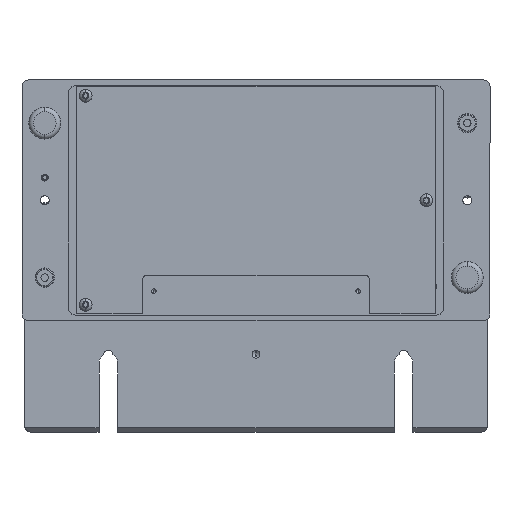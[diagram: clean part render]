
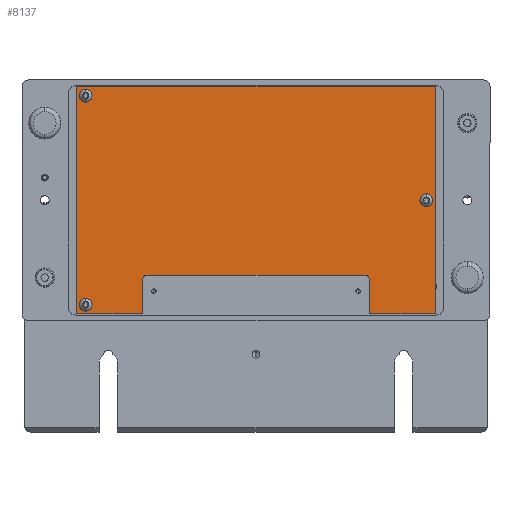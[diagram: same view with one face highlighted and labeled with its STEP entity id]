
A CAD part, front view. The second image highlights one B-rep face of the part: STEP entity #8137.
In plain terms, the highlighted planar face has unit normal (0, -1, 0).
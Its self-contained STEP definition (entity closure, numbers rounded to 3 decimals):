
#282 = EDGE_CURVE ( 'NONE', #6090, #16983, #25137, .T. ) ;
#307 = EDGE_LOOP ( 'NONE', ( #13601, #22656 ) ) ;
#532 = CIRCLE ( 'NONE', #8149, 2. ) ;
#987 = VERTEX_POINT ( 'NONE', #23061 ) ;
#1177 = ORIENTED_EDGE ( 'NONE', *, *, #19312, .T. ) ;
#1427 = ORIENTED_EDGE ( 'NONE', *, *, #12746, .T. ) ;
#1456 = CIRCLE ( 'NONE', #18993, 1.6 ) ;
#1594 = VECTOR ( 'NONE', #24652, 1000. ) ;
#1601 = FACE_OUTER_BOUND ( 'NONE', #19764, .T. ) ;
#1643 = EDGE_CURVE ( 'NONE', #27041, #6160, #9921, .T. ) ;
#2084 = LINE ( 'NONE', #3918, #15665 ) ;
#2220 = CARTESIAN_POINT ( 'NONE',  ( -50., 0., -50. ) ) ;
#2647 = VERTEX_POINT ( 'NONE', #13492 ) ;
#2835 = CARTESIAN_POINT ( 'NONE',  ( -75., 0., 46. ) ) ;
#2912 = LINE ( 'NONE', #15883, #12428 ) ;
#3223 = ORIENTED_EDGE ( 'NONE', *, *, #17485, .T. ) ;
#3297 = LINE ( 'NONE', #24430, #12017 ) ;
#3347 = EDGE_CURVE ( 'NONE', #24464, #2647, #13780, .T. ) ;
#3412 = DIRECTION ( 'NONE',  ( 0., 0., 1. ) ) ;
#3464 = CARTESIAN_POINT ( 'NONE',  ( -75., 0., 47.6 ) ) ;
#3686 = DIRECTION ( 'NONE',  ( 0., 0., -1. ) ) ;
#3688 = LINE ( 'NONE', #14686, #17354 ) ;
#3802 = VERTEX_POINT ( 'NONE', #25795 ) ;
#3845 = DIRECTION ( 'NONE',  ( 0., -1., 0. ) ) ;
#3918 = CARTESIAN_POINT ( 'NONE',  ( -79., 0., 50. ) ) ;
#3973 = VERTEX_POINT ( 'NONE', #4393 ) ;
#3977 = CARTESIAN_POINT ( 'NONE',  ( 79., 0., -50. ) ) ;
#4112 = EDGE_CURVE ( 'NONE', #20384, #4325, #7452, .T. ) ;
#4325 = VERTEX_POINT ( 'NONE', #17047 ) ;
#4393 = CARTESIAN_POINT ( 'NONE',  ( -48., 0., -33. ) ) ;
#5011 = AXIS2_PLACEMENT_3D ( 'NONE', #18969, #10902, #6254 ) ;
#5213 = AXIS2_PLACEMENT_3D ( 'NONE', #16310, #12345, #9811 ) ;
#5720 = VERTEX_POINT ( 'NONE', #24345 ) ;
#6090 = VERTEX_POINT ( 'NONE', #19684 ) ;
#6160 = VERTEX_POINT ( 'NONE', #3464 ) ;
#6254 = DIRECTION ( 'NONE',  ( 0., 0., 1. ) ) ;
#6471 = ORIENTED_EDGE ( 'NONE', *, *, #1643, .T. ) ;
#6703 = VERTEX_POINT ( 'NONE', #3977 ) ;
#6867 = CARTESIAN_POINT ( 'NONE',  ( 75., 0., 0. ) ) ;
#7231 = CARTESIAN_POINT ( 'NONE',  ( 75., 0., 1.6 ) ) ;
#7452 = LINE ( 'NONE', #18468, #1594 ) ;
#7702 = CIRCLE ( 'NONE', #8595, 1.6 ) ;
#7742 = DIRECTION ( 'NONE',  ( 0., 1., 0. ) ) ;
#8137 = ADVANCED_FACE ( 'NONE', ( #1601, #18799, #27366, #16673 ), #14570, .T. ) ;
#8149 = AXIS2_PLACEMENT_3D ( 'NONE', #8601, #19046, #21130 ) ;
#8485 = DIRECTION ( 'NONE',  ( 0., 1., 0. ) ) ;
#8595 = AXIS2_PLACEMENT_3D ( 'NONE', #22612, #9769, #20631 ) ;
#8601 = CARTESIAN_POINT ( 'NONE',  ( -48., 0., -35. ) ) ;
#9017 = AXIS2_PLACEMENT_3D ( 'NONE', #2835, #7742, #9306 ) ;
#9306 = DIRECTION ( 'NONE',  ( 0., 0., -1. ) ) ;
#9430 = EDGE_CURVE ( 'NONE', #6703, #13071, #25818, .T. ) ;
#9769 = DIRECTION ( 'NONE',  ( 0., 1., 0. ) ) ;
#9772 = EDGE_CURVE ( 'NONE', #10441, #6703, #14544, .T. ) ;
#9783 = CARTESIAN_POINT ( 'NONE',  ( 50., 0., -50. ) ) ;
#9799 = EDGE_CURVE ( 'NONE', #3802, #3973, #532, .T. ) ;
#9811 = DIRECTION ( 'NONE',  ( 0., 0., -1. ) ) ;
#9921 = CIRCLE ( 'NONE', #9017, 1.6 ) ;
#10441 = VERTEX_POINT ( 'NONE', #24191 ) ;
#10740 = AXIS2_PLACEMENT_3D ( 'NONE', #23136, #3845, #12441 ) ;
#10902 = DIRECTION ( 'NONE',  ( 0., 1., 0. ) ) ;
#11009 = CARTESIAN_POINT ( 'NONE',  ( -79., 0., -50. ) ) ;
#11315 = VECTOR ( 'NONE', #3686, 1000. ) ;
#11986 = DIRECTION ( 'NONE',  ( 0., 1., 0. ) ) ;
#11992 = EDGE_LOOP ( 'NONE', ( #1177, #3223 ) ) ;
#12017 = VECTOR ( 'NONE', #19930, 1000. ) ;
#12100 = ORIENTED_EDGE ( 'NONE', *, *, #9799, .T. ) ;
#12345 = DIRECTION ( 'NONE',  ( 0., 1., 0. ) ) ;
#12428 = VECTOR ( 'NONE', #15336, 1000. ) ;
#12441 = DIRECTION ( 'NONE',  ( 0., 0., -1. ) ) ;
#12746 = EDGE_CURVE ( 'NONE', #3973, #24464, #27417, .T. ) ;
#12829 = VECTOR ( 'NONE', #14615, 1000. ) ;
#13071 = VERTEX_POINT ( 'NONE', #9783 ) ;
#13492 = CARTESIAN_POINT ( 'NONE',  ( 50., 0., -35. ) ) ;
#13502 = AXIS2_PLACEMENT_3D ( 'NONE', #6867, #25756, #19844 ) ;
#13601 = ORIENTED_EDGE ( 'NONE', *, *, #27430, .T. ) ;
#13780 = CIRCLE ( 'NONE', #5213, 2. ) ;
#13837 = DIRECTION ( 'NONE',  ( 0., 0., 1. ) ) ;
#13987 = ORIENTED_EDGE ( 'NONE', *, *, #9430, .F. ) ;
#14544 = LINE ( 'NONE', #23111, #11315 ) ;
#14570 = PLANE ( 'NONE',  #10740 ) ;
#14615 = DIRECTION ( 'NONE',  ( 1., 0., 0. ) ) ;
#14686 = CARTESIAN_POINT ( 'NONE',  ( -79., 0., 50. ) ) ;
#14782 = ORIENTED_EDGE ( 'NONE', *, *, #4112, .F. ) ;
#14913 = ORIENTED_EDGE ( 'NONE', *, *, #15840, .T. ) ;
#15336 = DIRECTION ( 'NONE',  ( 0., 0., -1. ) ) ;
#15359 = CIRCLE ( 'NONE', #5011, 1.6 ) ;
#15615 = ORIENTED_EDGE ( 'NONE', *, *, #19109, .T. ) ;
#15665 = VECTOR ( 'NONE', #21231, 1000. ) ;
#15840 = EDGE_CURVE ( 'NONE', #20384, #3802, #3297, .T. ) ;
#15883 = CARTESIAN_POINT ( 'NONE',  ( 50., 0., -50. ) ) ;
#15922 = CARTESIAN_POINT ( 'NONE',  ( -75., 0., -47.6 ) ) ;
#16154 = ORIENTED_EDGE ( 'NONE', *, *, #24815, .T. ) ;
#16186 = CARTESIAN_POINT ( 'NONE',  ( 48., 0., -33. ) ) ;
#16310 = CARTESIAN_POINT ( 'NONE',  ( 48., 0., -35. ) ) ;
#16414 = EDGE_CURVE ( 'NONE', #987, #10441, #2084, .T. ) ;
#16673 = FACE_BOUND ( 'NONE', #11992, .T. ) ;
#16983 = VERTEX_POINT ( 'NONE', #7231 ) ;
#17047 = CARTESIAN_POINT ( 'NONE',  ( -79., 0., -50. ) ) ;
#17354 = VECTOR ( 'NONE', #3412, 1000. ) ;
#17485 = EDGE_CURVE ( 'NONE', #20018, #5720, #15359, .T. ) ;
#18468 = CARTESIAN_POINT ( 'NONE',  ( -79., 0., -50. ) ) ;
#18799 = FACE_BOUND ( 'NONE', #23718, .T. ) ;
#18969 = CARTESIAN_POINT ( 'NONE',  ( -75., 0., -46. ) ) ;
#18993 = AXIS2_PLACEMENT_3D ( 'NONE', #27792, #8485, #25682 ) ;
#19046 = DIRECTION ( 'NONE',  ( 0., 1., 0. ) ) ;
#19109 = EDGE_CURVE ( 'NONE', #6160, #27041, #7702, .T. ) ;
#19312 = EDGE_CURVE ( 'NONE', #5720, #20018, #1456, .T. ) ;
#19684 = CARTESIAN_POINT ( 'NONE',  ( 75., 0., -1.6 ) ) ;
#19764 = EDGE_LOOP ( 'NONE', ( #14913, #12100, #1427, #22942, #16154, #13987, #23669, #21163, #21741, #14782 ) ) ;
#19844 = DIRECTION ( 'NONE',  ( 0., 0., 1. ) ) ;
#19930 = DIRECTION ( 'NONE',  ( 0., 0., 1. ) ) ;
#20018 = VERTEX_POINT ( 'NONE', #15922 ) ;
#20384 = VERTEX_POINT ( 'NONE', #2220 ) ;
#20631 = DIRECTION ( 'NONE',  ( 0., 0., -1. ) ) ;
#20673 = AXIS2_PLACEMENT_3D ( 'NONE', #23127, #11986, #13837 ) ;
#21130 = DIRECTION ( 'NONE',  ( 0., 0., -1. ) ) ;
#21163 = ORIENTED_EDGE ( 'NONE', *, *, #16414, .F. ) ;
#21231 = DIRECTION ( 'NONE',  ( 1., 0., 0. ) ) ;
#21706 = CARTESIAN_POINT ( 'NONE',  ( -75., 0., 44.4 ) ) ;
#21741 = ORIENTED_EDGE ( 'NONE', *, *, #22716, .F. ) ;
#22612 = CARTESIAN_POINT ( 'NONE',  ( -75., 0., 46. ) ) ;
#22656 = ORIENTED_EDGE ( 'NONE', *, *, #282, .T. ) ;
#22716 = EDGE_CURVE ( 'NONE', #4325, #987, #3688, .T. ) ;
#22942 = ORIENTED_EDGE ( 'NONE', *, *, #3347, .T. ) ;
#23061 = CARTESIAN_POINT ( 'NONE',  ( -79., 0., 50. ) ) ;
#23111 = CARTESIAN_POINT ( 'NONE',  ( 79., 0., 50. ) ) ;
#23127 = CARTESIAN_POINT ( 'NONE',  ( 75., 0., 0. ) ) ;
#23136 = CARTESIAN_POINT ( 'NONE',  ( -79., 0., -50. ) ) ;
#23669 = ORIENTED_EDGE ( 'NONE', *, *, #9772, .F. ) ;
#23718 = EDGE_LOOP ( 'NONE', ( #15615, #6471 ) ) ;
#24191 = CARTESIAN_POINT ( 'NONE',  ( 79., 0., 50. ) ) ;
#24345 = CARTESIAN_POINT ( 'NONE',  ( -75., 0., -44.4 ) ) ;
#24430 = CARTESIAN_POINT ( 'NONE',  ( -50., 0., -50. ) ) ;
#24464 = VERTEX_POINT ( 'NONE', #16186 ) ;
#24652 = DIRECTION ( 'NONE',  ( -1., 0., 0. ) ) ;
#24815 = EDGE_CURVE ( 'NONE', #2647, #13071, #2912, .T. ) ;
#25137 = CIRCLE ( 'NONE', #20673, 1.6 ) ;
#25307 = CARTESIAN_POINT ( 'NONE',  ( -48., 0., -33. ) ) ;
#25625 = CIRCLE ( 'NONE', #13502, 1.6 ) ;
#25682 = DIRECTION ( 'NONE',  ( 0., 0., 1. ) ) ;
#25756 = DIRECTION ( 'NONE',  ( 0., 1., 0. ) ) ;
#25795 = CARTESIAN_POINT ( 'NONE',  ( -50., 0., -35. ) ) ;
#25818 = LINE ( 'NONE', #11009, #26572 ) ;
#26098 = DIRECTION ( 'NONE',  ( -1., 0., 0. ) ) ;
#26572 = VECTOR ( 'NONE', #26098, 1000. ) ;
#27041 = VERTEX_POINT ( 'NONE', #21706 ) ;
#27366 = FACE_BOUND ( 'NONE', #307, .T. ) ;
#27417 = LINE ( 'NONE', #25307, #12829 ) ;
#27430 = EDGE_CURVE ( 'NONE', #16983, #6090, #25625, .T. ) ;
#27792 = CARTESIAN_POINT ( 'NONE',  ( -75., 0., -46. ) ) ;
